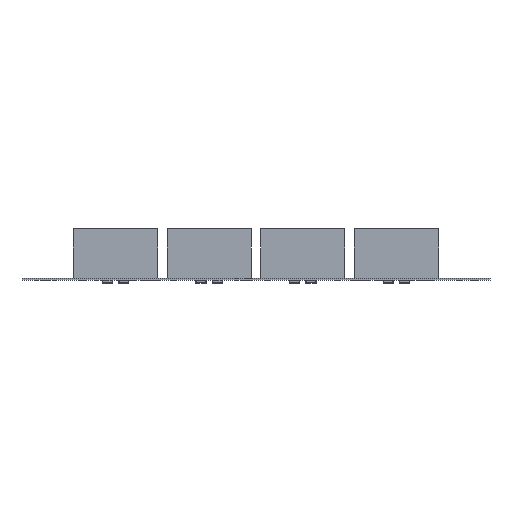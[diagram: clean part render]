
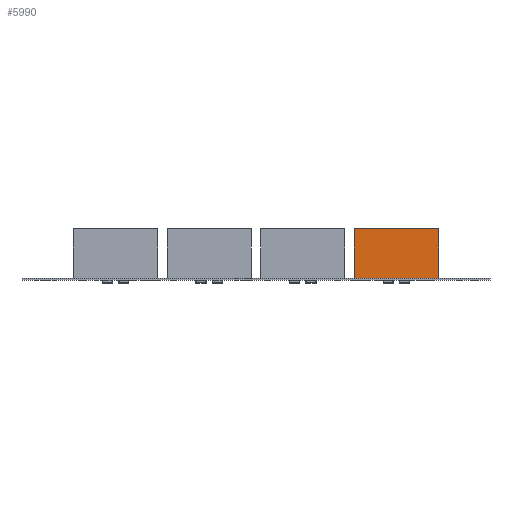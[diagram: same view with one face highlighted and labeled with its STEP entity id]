
A CAD part, front view. The second image highlights one B-rep face of the part: STEP entity #5990.
In plain terms, the highlighted planar face has unit normal (0, -1, 0).
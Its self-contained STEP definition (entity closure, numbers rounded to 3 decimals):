
#5965 = VERTEX_POINT('',#5966);
#5966 = CARTESIAN_POINT('',(9.,-2.5,10.5));
#5972 = EDGE_CURVE('',#5973,#5965,#5975,.T.);
#5973 = VERTEX_POINT('',#5974);
#5974 = CARTESIAN_POINT('',(9.,-2.5,0.));
#5975 = LINE('',#5976,#5977);
#5976 = CARTESIAN_POINT('',(9.,-2.5,0.));
#5977 = VECTOR('',#5978,1.);
#5978 = DIRECTION('',(0.,0.,1.));
#5990 = ADVANCED_FACE('',(#5991),#6016,.T.);
#5991 = FACE_BOUND('',#5992,.T.);
#5992 = EDGE_LOOP('',(#5993,#5994,#6002,#6010));
#5993 = ORIENTED_EDGE('',*,*,#5972,.T.);
#5994 = ORIENTED_EDGE('',*,*,#5995,.T.);
#5995 = EDGE_CURVE('',#5965,#5996,#5998,.T.);
#5996 = VERTEX_POINT('',#5997);
#5997 = CARTESIAN_POINT('',(-9.,-2.5,10.5));
#5998 = LINE('',#5999,#6000);
#5999 = CARTESIAN_POINT('',(9.,-2.5,10.5));
#6000 = VECTOR('',#6001,1.);
#6001 = DIRECTION('',(-1.,0.,0.));
#6002 = ORIENTED_EDGE('',*,*,#6003,.F.);
#6003 = EDGE_CURVE('',#6004,#5996,#6006,.T.);
#6004 = VERTEX_POINT('',#6005);
#6005 = CARTESIAN_POINT('',(-9.,-2.5,0.));
#6006 = LINE('',#6007,#6008);
#6007 = CARTESIAN_POINT('',(-9.,-2.5,0.));
#6008 = VECTOR('',#6009,1.);
#6009 = DIRECTION('',(0.,0.,1.));
#6010 = ORIENTED_EDGE('',*,*,#6011,.F.);
#6011 = EDGE_CURVE('',#5973,#6004,#6012,.T.);
#6012 = LINE('',#6013,#6014);
#6013 = CARTESIAN_POINT('',(9.,-2.5,0.));
#6014 = VECTOR('',#6015,1.);
#6015 = DIRECTION('',(-1.,0.,0.));
#6016 = PLANE('',#6017);
#6017 = AXIS2_PLACEMENT_3D('',#6018,#6019,#6020);
#6018 = CARTESIAN_POINT('',(9.,-2.5,0.));
#6019 = DIRECTION('',(0.,-1.,0.));
#6020 = DIRECTION('',(-1.,0.,0.));
